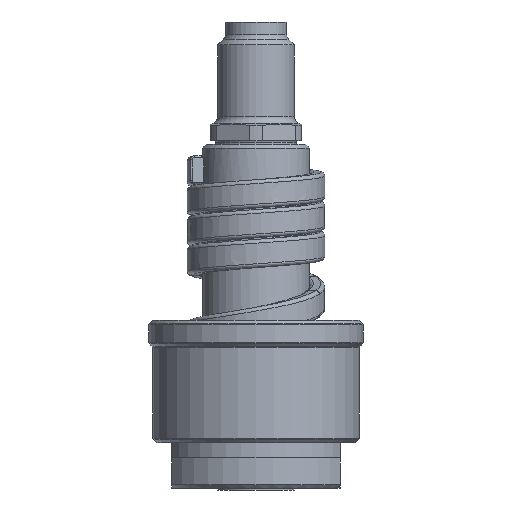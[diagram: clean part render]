
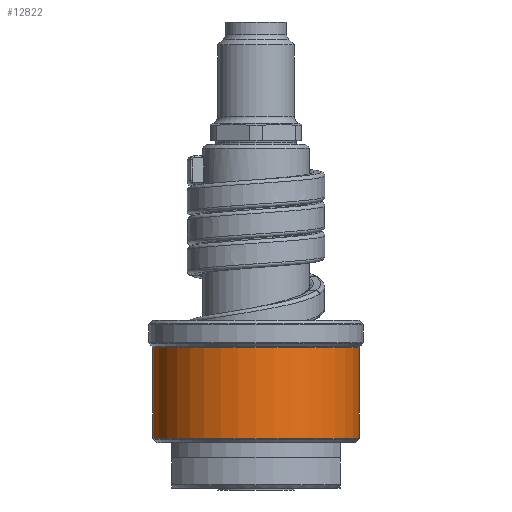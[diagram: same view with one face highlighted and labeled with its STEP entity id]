
A CAD part, front view. The second image highlights one B-rep face of the part: STEP entity #12822.
In plain terms, the highlighted cylindrical face has radius 13.5 mm (diameter 27 mm), a partial arc.
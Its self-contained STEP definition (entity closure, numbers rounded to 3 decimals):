
#4304=CARTESIAN_POINT('',(0.,0.,6.582));
#4305=DIRECTION('',(0.,0.,1.));
#4306=DIRECTION('',(-1.,0.,0.));
#4307=AXIS2_PLACEMENT_3D('',#4304,#4305,#4306);
#4309=DIRECTION('',(0.,0.,-1.));
#4310=VECTOR('',#4309,11.835);
#4311=CARTESIAN_POINT('',(-13.5,0.,18.417));
#4312=LINE('',#4311,#4310);
#4313=CARTESIAN_POINT('',(0.,0.,18.417));
#4314=DIRECTION('',(0.,0.,1.));
#4315=DIRECTION('',(-1.,0.,0.));
#4316=AXIS2_PLACEMENT_3D('',#4313,#4314,#4315);
#4318=DIRECTION('',(0.,0.,-1.));
#4319=VECTOR('',#4318,11.835);
#4320=CARTESIAN_POINT('',(13.5,0.,18.417));
#4321=LINE('',#4320,#4319);
#5791=CARTESIAN_POINT('',(13.5,0.,18.417));
#5792=CARTESIAN_POINT('',(-13.5,0.,18.417));
#5793=VERTEX_POINT('',#5791);
#5794=VERTEX_POINT('',#5792);
#5817=CARTESIAN_POINT('',(13.5,0.,6.582));
#5818=VERTEX_POINT('',#5817);
#5819=CARTESIAN_POINT('',(-13.5,0.,6.582));
#5820=VERTEX_POINT('',#5819);
#12810=CARTESIAN_POINT('',(0.,0.,5.2));
#12811=DIRECTION('',(0.,0.,1.));
#12812=DIRECTION('',(-1.,0.,0.));
#12813=AXIS2_PLACEMENT_3D('',#12810,#12811,#12812);
#12814=CYLINDRICAL_SURFACE('',#12813,13.5);
#12815=ORIENTED_EDGE('',*,*,#7969,.F.);
#12816=ORIENTED_EDGE('',*,*,#12801,.F.);
#12818=ORIENTED_EDGE('',*,*,#12817,.T.);
#12819=ORIENTED_EDGE('',*,*,#12797,.T.);
#12820=EDGE_LOOP('',(#12815,#12816,#12818,#12819));
#12821=FACE_OUTER_BOUND('',#12820,.F.);
#4308=CIRCLE('',#4307,13.5);
#4317=CIRCLE('',#4316,13.5);
#7969=EDGE_CURVE('',#5820,#5818,#4308,.T.);
#12797=EDGE_CURVE('',#5793,#5818,#4321,.T.);
#12801=EDGE_CURVE('',#5794,#5820,#4312,.T.);
#12817=EDGE_CURVE('',#5794,#5793,#4317,.T.);
#12822=ADVANCED_FACE('',(#12821),#12814,.T.);
